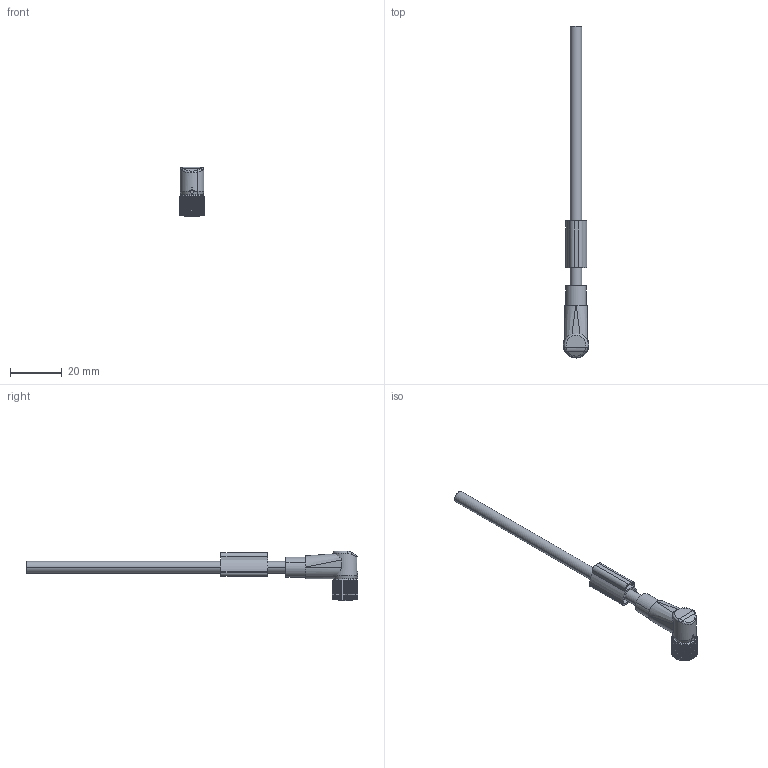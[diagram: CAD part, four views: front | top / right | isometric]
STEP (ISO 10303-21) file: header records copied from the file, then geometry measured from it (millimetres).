
FILE_DESCRIPTION(('CATIA V5 STEP Exchange','CAx-IF Rec.Pracs.--- Model Styling and Organization---1.4--- 2014-01-23'),'2;1');
FILE_NAME ('026784-3_0_1927350300_1927350300.stp','2020-05-12T05:43:40+00:00',('none'),('Weidmueller'),'CATIA Version 5-6 Release 2016 SP3 HF44','CATIA V5 STEP AP214','none');
FILE_SCHEMA(('AUTOMOTIVE_DESIGN { 1 0 10303 214 1 1 1 1 }'));
Length unit declared in the file: millimetre
Products named in the file (1): 1927350300
Bounding box: 9.91 x 127.75 x 19.1 mm (x, y, z)
Volume: 4211 mm3; surface area: 4640.7 mm2
Topology: 12 solids, 12 shells, 484 faces, 1318 edges, 867 vertices
Faces by surface type: plane 203, cylinder 190, cone 46, bspline 21, torus 18, revolution 4, sphere 2
Entity records: 16518 total; most frequent: CARTESIAN_POINT 5582, ORIENTED_EDGE 2632, DIRECTION 1599, EDGE_CURVE 1316, VERTEX_POINT 867, AXIS2_PLACEMENT_3D 782, EDGE_LOOP 509, ADVANCED_FACE 484
